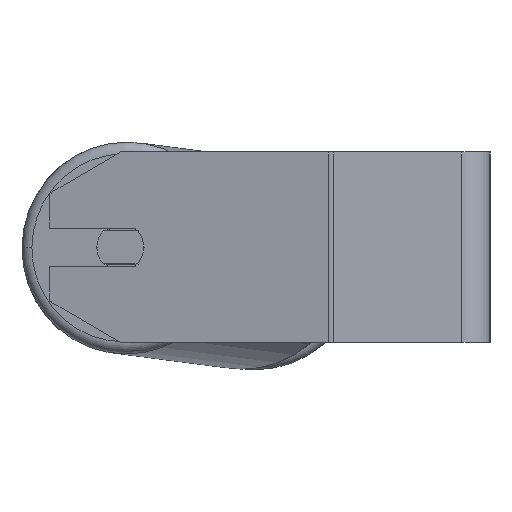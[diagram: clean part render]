
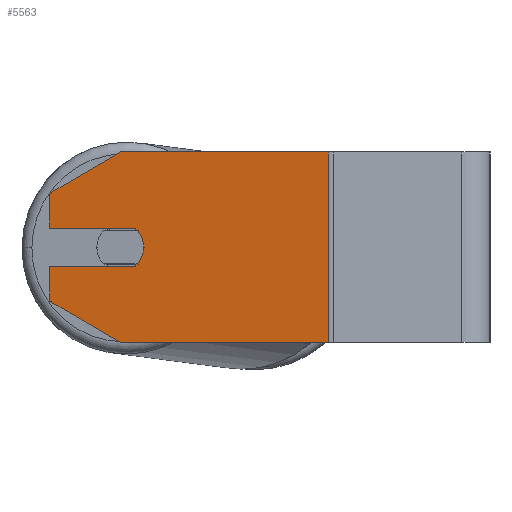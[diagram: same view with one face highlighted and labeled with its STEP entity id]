
A CAD part, left-side view. The second image highlights one B-rep face of the part: STEP entity #5563.
In plain terms, the highlighted planar face has unit normal (-0.985, 0.174, 0).
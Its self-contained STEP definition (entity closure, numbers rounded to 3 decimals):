
#26 = CARTESIAN_POINT ( 'NONE',  ( -469.215, 184.799, -40. ) ) ;
#79 = DIRECTION ( 'NONE',  ( -0.985, 0.174, 0. ) ) ;
#163 = ORIENTED_EDGE ( 'NONE', *, *, #1656, .F. ) ;
#392 = CARTESIAN_POINT ( 'NONE',  ( -469.215, 184.799, 40. ) ) ;
#431 = DIRECTION ( 'NONE',  ( 0.985, -0.174, 0. ) ) ;
#555 = DIRECTION ( 'NONE',  ( -0.174, -0.985, 0. ) ) ;
#602 = CIRCLE ( 'NONE', #1022, 10. ) ;
#606 = CARTESIAN_POINT ( 'NONE',  ( -476.161, 145.406, 0. ) ) ;
#694 = EDGE_CURVE ( 'NONE', #1554, #7751, #3523, .T. ) ;
#766 = CARTESIAN_POINT ( 'NONE',  ( -475.466, 149.346, 8. ) ) ;
#776 = EDGE_CURVE ( 'NONE', #7751, #8157, #7123, .T. ) ;
#854 = VERTEX_POINT ( 'NONE', #1842 ) ;
#925 = VERTEX_POINT ( 'NONE', #2510 ) ;
#1022 = AXIS2_PLACEMENT_3D ( 'NONE', #6333, #6548, #555 ) ;
#1062 = CARTESIAN_POINT ( 'NONE',  ( -469.215, 184.799, -8. ) ) ;
#1093 = CARTESIAN_POINT ( 'NONE',  ( -474.424, 155.255, -40. ) ) ;
#1233 = DIRECTION ( 'NONE',  ( 0., 0., -1. ) ) ;
#1253 = ORIENTED_EDGE ( 'NONE', *, *, #694, .T. ) ;
#1313 = VECTOR ( 'NONE', #1801, 1000. ) ;
#1315 = CARTESIAN_POINT ( 'NONE',  ( -489.818, 67.954, 40. ) ) ;
#1317 = AXIS2_PLACEMENT_3D ( 'NONE', #3416, #79, #4826 ) ;
#1331 = VECTOR ( 'NONE', #4106, 1000. ) ;
#1486 = EDGE_CURVE ( 'NONE', #7623, #4735, #8252, .T. ) ;
#1554 = VERTEX_POINT ( 'NONE', #1062 ) ;
#1656 = EDGE_CURVE ( 'NONE', #925, #5331, #4066, .T. ) ;
#1749 = EDGE_CURVE ( 'NONE', #854, #925, #1977, .T. ) ;
#1801 = DIRECTION ( 'NONE',  ( -0.15, -0.853, -0.5 ) ) ;
#1842 = CARTESIAN_POINT ( 'NONE',  ( -474.424, 155.255, 40. ) ) ;
#1977 = LINE ( 'NONE', #4678, #1331 ) ;
#2125 = ORIENTED_EDGE ( 'NONE', *, *, #5489, .F. ) ;
#2332 = VECTOR ( 'NONE', #4766, 1000. ) ;
#2445 = CARTESIAN_POINT ( 'NONE',  ( -469.215, 184.799, 22.679 ) ) ;
#2507 = EDGE_LOOP ( 'NONE', ( #5782, #4033, #1253, #3104, #5063, #163, #3522, #6669, #3979, #3521, #2125 ) ) ;
#2510 = CARTESIAN_POINT ( 'NONE',  ( -489.818, 67.954, 40. ) ) ;
#2521 = EDGE_CURVE ( 'NONE', #1554, #4782, #8753, .T. ) ;
#2761 = DIRECTION ( 'NONE',  ( -0.174, -0.985, 0. ) ) ;
#3104 = ORIENTED_EDGE ( 'NONE', *, *, #776, .T. ) ;
#3153 = AXIS2_PLACEMENT_3D ( 'NONE', #4581, #431, #5778 ) ;
#3416 = CARTESIAN_POINT ( 'NONE',  ( -474.424, 155.255, 0. ) ) ;
#3521 = ORIENTED_EDGE ( 'NONE', *, *, #1486, .F. ) ;
#3522 = ORIENTED_EDGE ( 'NONE', *, *, #1749, .F. ) ;
#3523 = LINE ( 'NONE', #5658, #2332 ) ;
#3682 = CARTESIAN_POINT ( 'NONE',  ( -469.215, 184.799, -22.679 ) ) ;
#3869 = VECTOR ( 'NONE', #2761, 1000. ) ;
#3979 = ORIENTED_EDGE ( 'NONE', *, *, #8505, .T. ) ;
#4005 = VERTEX_POINT ( 'NONE', #6865 ) ;
#4033 = ORIENTED_EDGE ( 'NONE', *, *, #2521, .F. ) ;
#4066 = LINE ( 'NONE', #1315, #6711 ) ;
#4106 = DIRECTION ( 'NONE',  ( -0.174, -0.985, 0. ) ) ;
#4126 = DIRECTION ( 'NONE',  ( -0.174, -0.985, 0. ) ) ;
#4204 = CARTESIAN_POINT ( 'NONE',  ( -475.466, 149.346, 8. ) ) ;
#4366 = CARTESIAN_POINT ( 'NONE',  ( -474.424, 155.255, -40. ) ) ;
#4517 = CARTESIAN_POINT ( 'NONE',  ( -469.215, 184.799, 8. ) ) ;
#4567 = VECTOR ( 'NONE', #7723, 1000. ) ;
#4581 = CARTESIAN_POINT ( 'NONE',  ( -469.215, 184.799, 40. ) ) ;
#4678 = CARTESIAN_POINT ( 'NONE',  ( -469.215, 184.799, 40. ) ) ;
#4735 = VERTEX_POINT ( 'NONE', #4517 ) ;
#4766 = DIRECTION ( 'NONE',  ( 0., 0., -1. ) ) ;
#4782 = VERTEX_POINT ( 'NONE', #5727 ) ;
#4826 = DIRECTION ( 'NONE',  ( -0.174, -0.985, 0. ) ) ;
#5063 = ORIENTED_EDGE ( 'NONE', *, *, #6088, .T. ) ;
#5067 = LINE ( 'NONE', #392, #5863 ) ;
#5098 = DIRECTION ( 'NONE',  ( 0.15, 0.853, -0.5 ) ) ;
#5197 = VERTEX_POINT ( 'NONE', #606 ) ;
#5331 = VERTEX_POINT ( 'NONE', #8103 ) ;
#5489 = EDGE_CURVE ( 'NONE', #5197, #7623, #602, .T. ) ;
#5563 = ADVANCED_FACE ( 'NONE', ( #7210 ), #8013, .F. ) ;
#5657 = VECTOR ( 'NONE', #4126, 1000. ) ;
#5658 = CARTESIAN_POINT ( 'NONE',  ( -469.215, 184.799, 40. ) ) ;
#5690 = DIRECTION ( 'NONE',  ( 0., 0., -1. ) ) ;
#5727 = CARTESIAN_POINT ( 'NONE',  ( -475.466, 149.346, -8. ) ) ;
#5778 = DIRECTION ( 'NONE',  ( 0.174, 0.985, 0. ) ) ;
#5782 = ORIENTED_EDGE ( 'NONE', *, *, #7620, .F. ) ;
#5863 = VECTOR ( 'NONE', #5690, 1000. ) ;
#6088 = EDGE_CURVE ( 'NONE', #8157, #5331, #8707, .T. ) ;
#6275 = VECTOR ( 'NONE', #5098, 1000. ) ;
#6285 = CIRCLE ( 'NONE', #1317, 10. ) ;
#6333 = CARTESIAN_POINT ( 'NONE',  ( -474.424, 155.255, 0. ) ) ;
#6548 = DIRECTION ( 'NONE',  ( -0.985, 0.174, 0. ) ) ;
#6669 = ORIENTED_EDGE ( 'NONE', *, *, #6989, .T. ) ;
#6711 = VECTOR ( 'NONE', #1233, 1000. ) ;
#6865 = CARTESIAN_POINT ( 'NONE',  ( -469.215, 184.799, 22.679 ) ) ;
#6896 = CARTESIAN_POINT ( 'NONE',  ( -475.466, 149.346, -8. ) ) ;
#6989 = EDGE_CURVE ( 'NONE', #854, #4005, #8659, .T. ) ;
#7123 = LINE ( 'NONE', #4366, #1313 ) ;
#7210 = FACE_OUTER_BOUND ( 'NONE', #2507, .T. ) ;
#7620 = EDGE_CURVE ( 'NONE', #4782, #5197, #6285, .T. ) ;
#7623 = VERTEX_POINT ( 'NONE', #766 ) ;
#7723 = DIRECTION ( 'NONE',  ( 0.174, 0.985, 0. ) ) ;
#7751 = VERTEX_POINT ( 'NONE', #3682 ) ;
#8013 = PLANE ( 'NONE',  #3153 ) ;
#8103 = CARTESIAN_POINT ( 'NONE',  ( -489.818, 67.954, -40. ) ) ;
#8157 = VERTEX_POINT ( 'NONE', #1093 ) ;
#8252 = LINE ( 'NONE', #4204, #4567 ) ;
#8505 = EDGE_CURVE ( 'NONE', #4005, #4735, #5067, .T. ) ;
#8659 = LINE ( 'NONE', #2445, #6275 ) ;
#8707 = LINE ( 'NONE', #26, #3869 ) ;
#8753 = LINE ( 'NONE', #6896, #5657 ) ;
